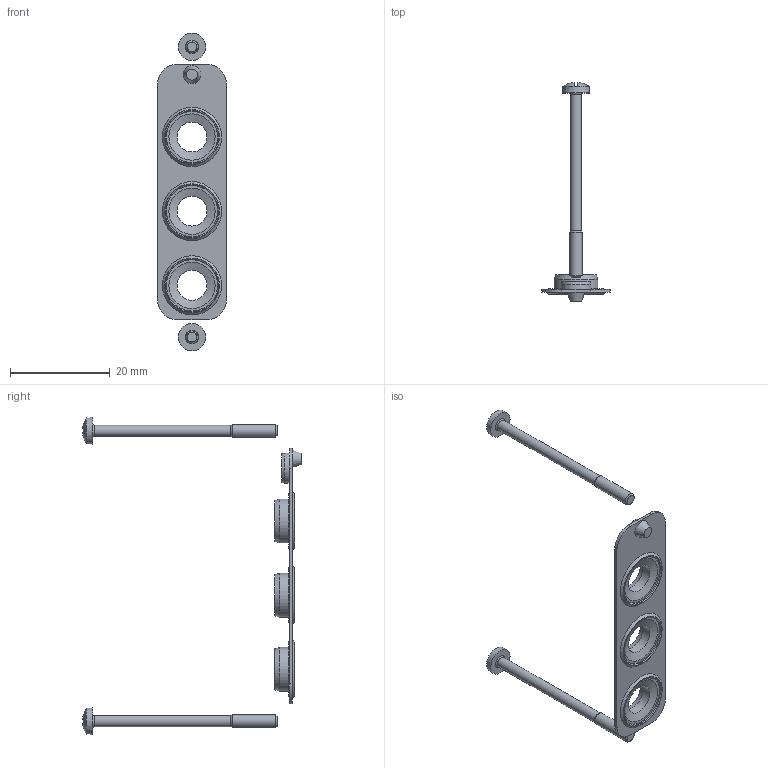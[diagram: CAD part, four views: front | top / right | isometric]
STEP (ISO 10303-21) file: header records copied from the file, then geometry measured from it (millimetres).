
FILE_DESCRIPTION(/* description */ ('STEP AP214'),/* implementation_level */ '2;1');
FILE_NAME(/* name */ '566675_VABD-L1-14X-S-G18',/* time_stamp */ '2024-09-10T09:29:25+02:00',/* author */ ('License CC BY-ND 4.0'),/* organization */ ('CADENAS'),/* preprocessor_version */ 'ST-DEVELOPER v19.3',/* originating_system */ 'PARTsolutions',/* authorisation */ ' ');
FILE_SCHEMA (('AUTOMOTIVE_DESIGN {1 0 10303 214 3 1 1}'));
Length unit declared in the file: millimetre
Products named in the file (3): 566675 VABD-L1-14X-S-G18; 1057596 VABD-L1-14X-S-G18---(DR); 8086665 M2.5X37-10.9-Z
Assembly tree (3 placements, depth 2):
  566675 VABD-L1-14X-S-G18
    1057596 VABD-L1-14X-S-G18---(DR)
    8086665 M2.5X37-10.9-Z  x2
Bounding box: 13.8 x 43.97 x 63.8 mm (x, y, z)
Volume: 1043.2 mm3; surface area: 2472.9 mm2
Topology: 3 solids, 3 shells, 101 faces, 213 edges, 135 vertices
Faces by surface type: plane 47, cone 20, cylinder 19, torus 11, sphere 4
Full cylindrical faces by diameter (mm): 2.2 x2, 2.5 x2, 3 x1, 6 x4, 8.8 x3, 10.3 x3
Entity records: 1935 total; most frequent: DIRECTION 364, CARTESIAN_POINT 294, ORIENTED_EDGE 230, AXIS2_PLACEMENT_3D 165, EDGE_LOOP 142, FACE_BOUND 142, EDGE_CURVE 115, VERTEX_POINT 95
